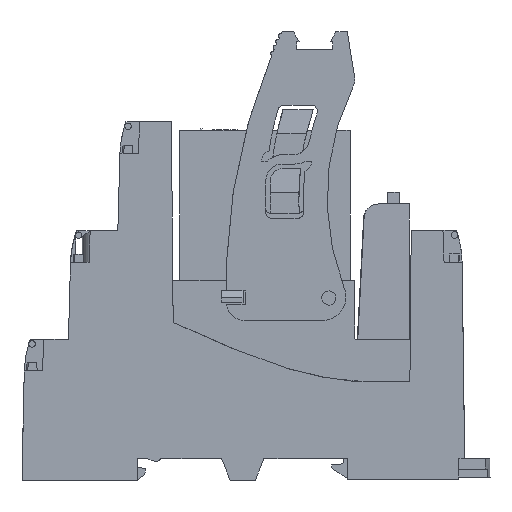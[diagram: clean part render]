
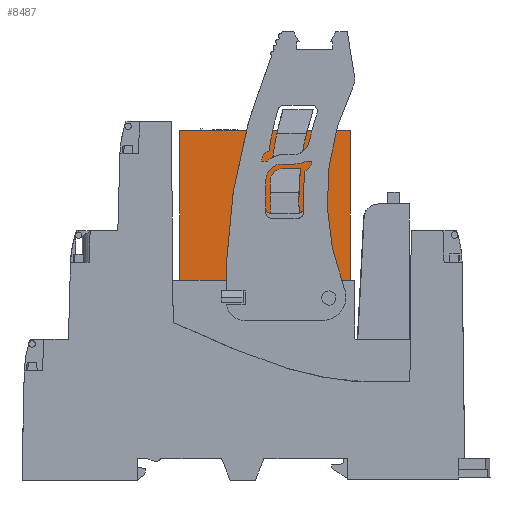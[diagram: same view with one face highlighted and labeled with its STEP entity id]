
A CAD part, left-side view. The second image highlights one B-rep face of the part: STEP entity #8487.
In plain terms, the highlighted planar face has unit normal (-1, 0, 0).
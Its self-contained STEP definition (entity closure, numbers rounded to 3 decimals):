
#8402=AXIS2_PLACEMENT_3D('Plane Axis2P3D',#8399,#8400,#8401) ;
#8406=AXIS2_PLACEMENT_3D('Circle Axis2P3D',#8404,#8405,$) ;
#8456=AXIS2_PLACEMENT_3D('Circle Axis2P3D',#8454,#8455,$) ;
#8470=AXIS2_PLACEMENT_3D('Circle Axis2P3D',#8468,#8469,$) ;
#8477=AXIS2_PLACEMENT_3D('Circle Axis2P3D',#8475,#8476,$) ;
#8185=CARTESIAN_POINT('Vertex',(1.6,37.977,34.)) ;
#8192=CARTESIAN_POINT('Vertex',(1.6,23.863,34.)) ;
#8195=CARTESIAN_POINT('Line Origine',(1.6,30.92,34.)) ;
#8214=CARTESIAN_POINT('Vertex',(1.6,38.569,34.)) ;
#8217=CARTESIAN_POINT('Line Origine',(1.6,45.716,34.)) ;
#8221=CARTESIAN_POINT('Vertex',(1.6,52.863,34.)) ;
#8382=CARTESIAN_POINT('Vertex',(1.6,23.863,59.5)) ;
#8385=CARTESIAN_POINT('Line Origine',(1.6,23.863,46.75)) ;
#8399=CARTESIAN_POINT('Axis2P3D Location',(1.6,24.251,30.4)) ;
#8404=CARTESIAN_POINT('Axis2P3D Location',(1.6,38.273,33.15)) ;
#8409=CARTESIAN_POINT('Line Origine',(1.6,27.518,59.5)) ;
#8413=CARTESIAN_POINT('Vertex',(1.6,31.173,59.5)) ;
#8416=CARTESIAN_POINT('Line Origine',(1.6,33.691,59.5)) ;
#8420=CARTESIAN_POINT('Vertex',(1.6,36.209,59.5)) ;
#8423=CARTESIAN_POINT('Line Origine',(1.6,44.536,59.5)) ;
#8427=CARTESIAN_POINT('Vertex',(1.6,52.863,59.5)) ;
#8430=CARTESIAN_POINT('Line Origine',(1.6,52.863,46.75)) ;
#8445=CARTESIAN_POINT('Line Origine',(1.6,33.856,53.)) ;
#8449=CARTESIAN_POINT('Vertex',(1.6,32.32,53.)) ;
#8451=CARTESIAN_POINT('Vertex',(1.6,35.391,53.)) ;
#8454=CARTESIAN_POINT('Axis2P3D Location',(1.6,-14.424,48.102)) ;
#8458=CARTESIAN_POINT('Vertex',(1.6,32.545,49.8)) ;
#8461=CARTESIAN_POINT('Line Origine',(1.6,34.996,49.8)) ;
#8465=CARTESIAN_POINT('Vertex',(1.6,37.448,49.8)) ;
#8468=CARTESIAN_POINT('Axis2P3D Location',(1.6,-14.424,48.102)) ;
#8472=CARTESIAN_POINT('Vertex',(1.6,37.388,51.116)) ;
#8475=CARTESIAN_POINT('Axis2P3D Location',(1.6,35.391,51.)) ;
#8196=DIRECTION('Vector Direction',(0.,1.,0.)) ;
#8218=DIRECTION('Vector Direction',(0.,1.,0.)) ;
#8386=DIRECTION('Vector Direction',(0.,0.,1.)) ;
#8400=DIRECTION('Axis2P3D Direction',(1.,0.,0.)) ;
#8401=DIRECTION('Axis2P3D XDirection',(0.,1.,0.)) ;
#8405=DIRECTION('Axis2P3D Direction',(1.,0.,0.)) ;
#8410=DIRECTION('Vector Direction',(0.,1.,0.)) ;
#8417=DIRECTION('Vector Direction',(0.,1.,0.)) ;
#8424=DIRECTION('Vector Direction',(0.,1.,0.)) ;
#8431=DIRECTION('Vector Direction',(0.,0.,-1.)) ;
#8446=DIRECTION('Vector Direction',(0.,1.,0.)) ;
#8455=DIRECTION('Axis2P3D Direction',(1.,0.,0.)) ;
#8462=DIRECTION('Vector Direction',(0.,1.,0.)) ;
#8469=DIRECTION('Axis2P3D Direction',(1.,0.,0.)) ;
#8476=DIRECTION('Axis2P3D Direction',(1.,0.,0.)) ;
#8197=VECTOR('Line Direction',#8196,1.) ;
#8219=VECTOR('Line Direction',#8218,1.) ;
#8387=VECTOR('Line Direction',#8386,1.) ;
#8411=VECTOR('Line Direction',#8410,1.) ;
#8418=VECTOR('Line Direction',#8417,1.) ;
#8425=VECTOR('Line Direction',#8424,1.) ;
#8432=VECTOR('Line Direction',#8431,1.) ;
#8447=VECTOR('Line Direction',#8446,1.) ;
#8463=VECTOR('Line Direction',#8462,1.) ;
#8436=ORIENTED_EDGE('',*,*,#8408,.T.) ;
#8437=ORIENTED_EDGE('',*,*,#8199,.F.) ;
#8438=ORIENTED_EDGE('',*,*,#8389,.F.) ;
#8439=ORIENTED_EDGE('',*,*,#8415,.F.) ;
#8440=ORIENTED_EDGE('',*,*,#8422,.F.) ;
#8441=ORIENTED_EDGE('',*,*,#8429,.F.) ;
#8442=ORIENTED_EDGE('',*,*,#8434,.F.) ;
#8443=ORIENTED_EDGE('',*,*,#8223,.F.) ;
#8481=ORIENTED_EDGE('',*,*,#8453,.F.) ;
#8482=ORIENTED_EDGE('',*,*,#8460,.F.) ;
#8483=ORIENTED_EDGE('',*,*,#8467,.T.) ;
#8484=ORIENTED_EDGE('',*,*,#8474,.T.) ;
#8485=ORIENTED_EDGE('',*,*,#8479,.T.) ;
#8486=FACE_BOUND('',#8480,.T.) ;
#8487=ADVANCED_FACE('Hauptk\X2\00F6\X0\rper',(#8444,#8486),#8403,.F.) ;
#8407=CIRCLE('generated circle',#8406,0.9) ;
#8457=CIRCLE('generated circle',#8456,47.) ;
#8471=CIRCLE('generated circle',#8470,51.9) ;
#8478=CIRCLE('generated circle',#8477,2.) ;
#8199=EDGE_CURVE('',#8193,#8186,#8198,.T.) ;
#8223=EDGE_CURVE('',#8215,#8222,#8220,.T.) ;
#8389=EDGE_CURVE('',#8383,#8193,#8388,.F.) ;
#8408=EDGE_CURVE('',#8215,#8186,#8407,.T.) ;
#8415=EDGE_CURVE('',#8414,#8383,#8412,.F.) ;
#8422=EDGE_CURVE('',#8421,#8414,#8419,.F.) ;
#8429=EDGE_CURVE('',#8428,#8421,#8426,.F.) ;
#8434=EDGE_CURVE('',#8222,#8428,#8433,.F.) ;
#8453=EDGE_CURVE('',#8450,#8452,#8448,.T.) ;
#8460=EDGE_CURVE('',#8459,#8450,#8457,.T.) ;
#8467=EDGE_CURVE('',#8459,#8466,#8464,.T.) ;
#8474=EDGE_CURVE('',#8466,#8473,#8471,.T.) ;
#8479=EDGE_CURVE('',#8473,#8452,#8478,.T.) ;
#8435=EDGE_LOOP('',(#8436,#8437,#8438,#8439,#8440,#8441,#8442,#8443)) ;
#8480=EDGE_LOOP('',(#8481,#8482,#8483,#8484,#8485)) ;
#8444=FACE_OUTER_BOUND('',#8435,.T.) ;
#8198=LINE('Line',#8195,#8197) ;
#8220=LINE('Line',#8217,#8219) ;
#8388=LINE('Line',#8385,#8387) ;
#8412=LINE('Line',#8409,#8411) ;
#8419=LINE('Line',#8416,#8418) ;
#8426=LINE('Line',#8423,#8425) ;
#8433=LINE('Line',#8430,#8432) ;
#8448=LINE('Line',#8445,#8447) ;
#8464=LINE('Line',#8461,#8463) ;
#8403=PLANE('',#8402) ;
#8186=VERTEX_POINT('',#8185) ;
#8193=VERTEX_POINT('',#8192) ;
#8215=VERTEX_POINT('',#8214) ;
#8222=VERTEX_POINT('',#8221) ;
#8383=VERTEX_POINT('',#8382) ;
#8414=VERTEX_POINT('',#8413) ;
#8421=VERTEX_POINT('',#8420) ;
#8428=VERTEX_POINT('',#8427) ;
#8450=VERTEX_POINT('',#8449) ;
#8452=VERTEX_POINT('',#8451) ;
#8459=VERTEX_POINT('',#8458) ;
#8466=VERTEX_POINT('',#8465) ;
#8473=VERTEX_POINT('',#8472) ;
